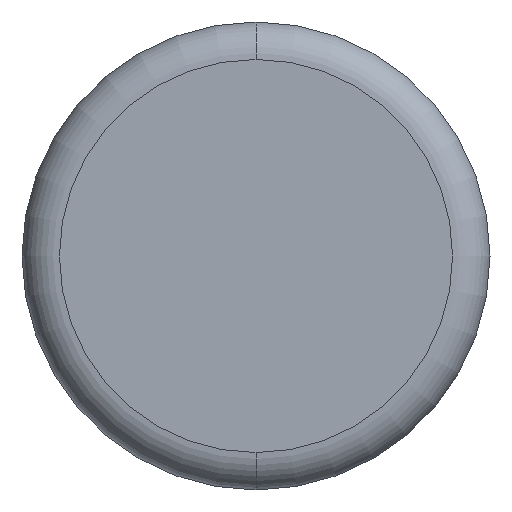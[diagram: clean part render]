
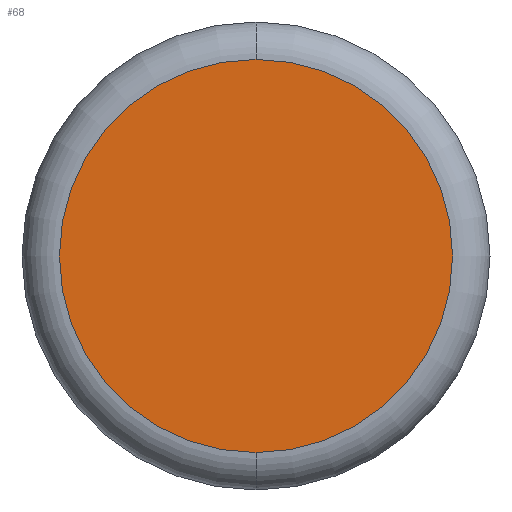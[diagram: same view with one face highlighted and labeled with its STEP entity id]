
A CAD part, front view. The second image highlights one B-rep face of the part: STEP entity #68.
In plain terms, the highlighted planar face has unit normal (0, -1, 0).
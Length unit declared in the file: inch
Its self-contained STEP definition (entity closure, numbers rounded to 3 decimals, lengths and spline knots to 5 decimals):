
#1 = EDGE_LOOP ( 'NONE', ( #109, #81 ) ) ;
#21 = DIRECTION ( 'NONE',  ( 0., -1., 0. ) ) ;
#34 = VERTEX_POINT ( 'NONE', #48 ) ;
#48 = CARTESIAN_POINT ( 'NONE',  ( 0., 0., 0.1575 ) ) ;
#59 = AXIS2_PLACEMENT_3D ( 'NONE', #341, #21, #354 ) ;
#68 = ADVANCED_FACE ( 'NONE', ( #144 ), #230, .T. ) ;
#81 = ORIENTED_EDGE ( 'NONE', *, *, #347, .T. ) ;
#109 = ORIENTED_EDGE ( 'NONE', *, *, #171, .T. ) ;
#144 = FACE_OUTER_BOUND ( 'NONE', #1, .T. ) ;
#146 = CIRCLE ( 'NONE', #511, 0.1575 ) ;
#171 = EDGE_CURVE ( 'NONE', #246, #34, #188, .T. ) ;
#173 = CARTESIAN_POINT ( 'NONE',  ( 0., 0., 0. ) ) ;
#188 = CIRCLE ( 'NONE', #532, 0.1575 ) ;
#203 = CARTESIAN_POINT ( 'NONE',  ( 0., 0., 0. ) ) ;
#222 = DIRECTION ( 'NONE',  ( 0., 0., -1. ) ) ;
#230 = PLANE ( 'NONE',  #59 ) ;
#246 = VERTEX_POINT ( 'NONE', #539 ) ;
#341 = CARTESIAN_POINT ( 'NONE',  ( 0., 0., 0. ) ) ;
#347 = EDGE_CURVE ( 'NONE', #34, #246, #146, .T. ) ;
#348 = DIRECTION ( 'NONE',  ( 0., -1., 0. ) ) ;
#354 = DIRECTION ( 'NONE',  ( 0., 0., -1. ) ) ;
#504 = DIRECTION ( 'NONE',  ( 0., -1., 0. ) ) ;
#511 = AXIS2_PLACEMENT_3D ( 'NONE', #203, #504, #525 ) ;
#525 = DIRECTION ( 'NONE',  ( 0., 0., -1. ) ) ;
#532 = AXIS2_PLACEMENT_3D ( 'NONE', #173, #348, #222 ) ;
#539 = CARTESIAN_POINT ( 'NONE',  ( 0., 0., -0.1575 ) ) ;
